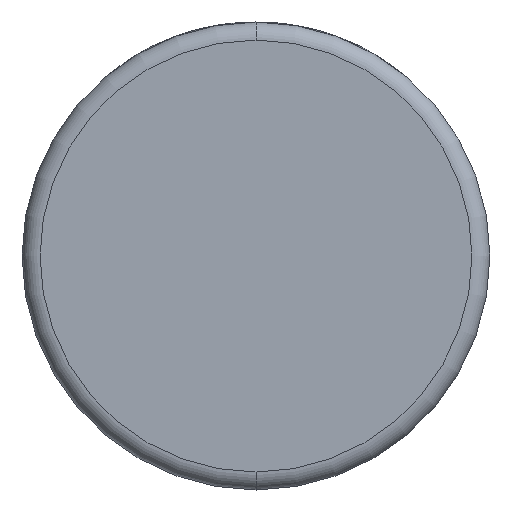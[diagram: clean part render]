
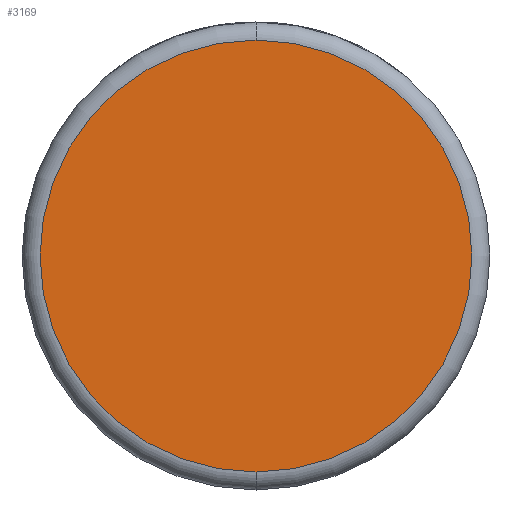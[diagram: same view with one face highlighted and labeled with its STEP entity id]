
A CAD part, front view. The second image highlights one B-rep face of the part: STEP entity #3169.
In plain terms, the highlighted planar face has unit normal (0, -1, 0).
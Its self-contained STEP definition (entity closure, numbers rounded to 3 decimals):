
#384 = DIRECTION ( 'NONE',  ( 0., 0., 1. ) ) ;
#481 = AXIS2_PLACEMENT_3D ( 'NONE', #1436, #1095, #3378 ) ;
#770 = CIRCLE ( 'NONE', #2840, 24. ) ;
#1095 = DIRECTION ( 'NONE',  ( 0., -1., 0. ) ) ;
#1436 = CARTESIAN_POINT ( 'NONE',  ( 0., 0., 0. ) ) ;
#1481 = EDGE_CURVE ( 'NONE', #4081, #2274, #770, .T. ) ;
#1732 = DIRECTION ( 'NONE',  ( 0., -1., 0. ) ) ;
#1802 = CARTESIAN_POINT ( 'NONE',  ( 0., 0., 24. ) ) ;
#2058 = DIRECTION ( 'NONE',  ( 0., 0., 1. ) ) ;
#2198 = CARTESIAN_POINT ( 'NONE',  ( 0., 0., -24. ) ) ;
#2274 = VERTEX_POINT ( 'NONE', #1802 ) ;
#2382 = ORIENTED_EDGE ( 'NONE', *, *, #3893, .T. ) ;
#2466 = EDGE_LOOP ( 'NONE', ( #2382, #2982 ) ) ;
#2487 = CIRCLE ( 'NONE', #481, 24. ) ;
#2690 = FACE_OUTER_BOUND ( 'NONE', #2466, .T. ) ;
#2840 = AXIS2_PLACEMENT_3D ( 'NONE', #3381, #1732, #2058 ) ;
#2982 = ORIENTED_EDGE ( 'NONE', *, *, #1481, .T. ) ;
#3169 = ADVANCED_FACE ( 'NONE', ( #2690 ), #3346, .F. ) ;
#3346 = PLANE ( 'NONE',  #3579 ) ;
#3378 = DIRECTION ( 'NONE',  ( 0., 0., 1. ) ) ;
#3381 = CARTESIAN_POINT ( 'NONE',  ( 0., 0., 0. ) ) ;
#3579 = AXIS2_PLACEMENT_3D ( 'NONE', #3672, #4034, #384 ) ;
#3672 = CARTESIAN_POINT ( 'NONE',  ( 0., 0., 0. ) ) ;
#3893 = EDGE_CURVE ( 'NONE', #2274, #4081, #2487, .T. ) ;
#4034 = DIRECTION ( 'NONE',  ( 0., 1., 0. ) ) ;
#4081 = VERTEX_POINT ( 'NONE', #2198 ) ;
